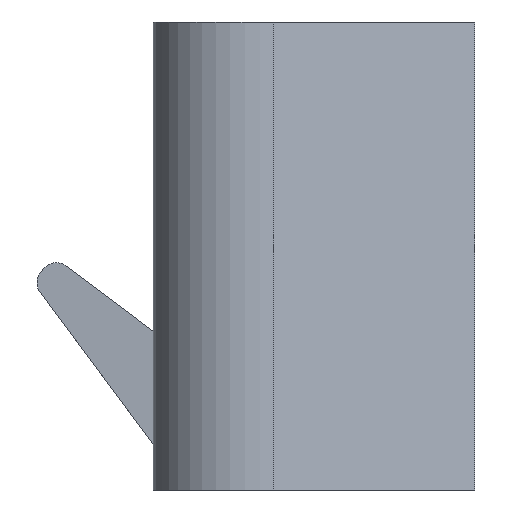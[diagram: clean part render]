
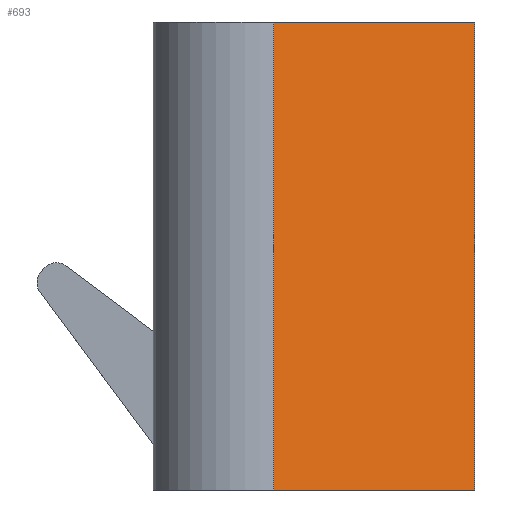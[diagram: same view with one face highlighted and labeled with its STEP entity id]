
A CAD part, front view. The second image highlights one B-rep face of the part: STEP entity #693.
In plain terms, the highlighted planar face has unit normal (0.375, -0.927, 0).
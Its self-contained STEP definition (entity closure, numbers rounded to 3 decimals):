
#44=PLANE('',#764);
#81=FACE_OUTER_BOUND('',#122,.T.);
#122=EDGE_LOOP('',(#587,#588,#589,#590));
#143=LINE('',#1013,#219);
#193=LINE('',#1129,#269);
#194=LINE('',#1131,#270);
#195=LINE('',#1132,#271);
#219=VECTOR('',#825,10.);
#269=VECTOR('',#931,10.);
#270=VECTOR('',#932,10.);
#271=VECTOR('',#933,10.);
#321=VERTEX_POINT('',#1010);
#322=VERTEX_POINT('',#1012);
#360=VERTEX_POINT('',#1128);
#361=VERTEX_POINT('',#1130);
#389=EDGE_CURVE('',#321,#322,#143,.T.);
#446=EDGE_CURVE('',#360,#321,#193,.T.);
#447=EDGE_CURVE('',#360,#361,#194,.T.);
#448=EDGE_CURVE('',#322,#361,#195,.T.);
#587=ORIENTED_EDGE('',*,*,#446,.F.);
#588=ORIENTED_EDGE('',*,*,#447,.T.);
#589=ORIENTED_EDGE('',*,*,#448,.F.);
#590=ORIENTED_EDGE('',*,*,#389,.F.);
#693=ADVANCED_FACE('',(#81),#44,.T.);
#764=AXIS2_PLACEMENT_3D('',#1127,#929,#930);
#825=DIRECTION('',(0.,0.,1.));
#929=DIRECTION('center_axis',(0.375,-0.927,0.));
#930=DIRECTION('ref_axis',(0.927,0.375,0.));
#931=DIRECTION('',(-0.927,-0.375,0.));
#932=DIRECTION('',(0.,0.,1.));
#933=DIRECTION('',(0.927,0.375,0.));
#1010=CARTESIAN_POINT('',(1.969,-4.867,0.));
#1012=CARTESIAN_POINT('',(1.969,-4.867,28.));
#1013=CARTESIAN_POINT('',(1.969,-4.867,0.));
#1127=CARTESIAN_POINT('Origin',(1.969,-4.867,0.));
#1128=CARTESIAN_POINT('',(14.,0.,0.));
#1129=CARTESIAN_POINT('',(14.,0.,0.));
#1130=CARTESIAN_POINT('',(14.,0.,28.));
#1131=CARTESIAN_POINT('',(14.,0.,0.));
#1132=CARTESIAN_POINT('',(14.,0.,28.));
